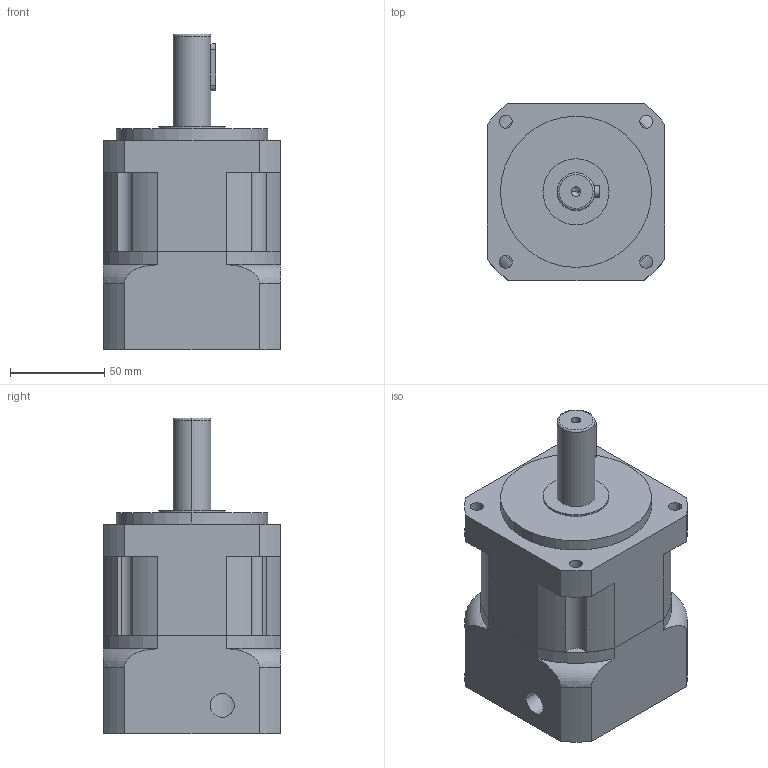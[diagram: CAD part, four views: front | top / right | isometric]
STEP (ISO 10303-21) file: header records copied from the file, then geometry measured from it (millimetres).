
FILE_DESCRIPTION (( 'STEP AP214' ), '1' );
FILE_NAME ('DS090-L1-XX-19-70-90-M6_2019.STEP', '2019-03-18T08:20:33', ( 'Y' ), ( 'NCU' ), 'SwSTEP 2.0', 'SolidWorks 2016', '' );
FILE_SCHEMA (( 'AUTOMOTIVE_DESIGN' ));
Length unit declared in the file: millimetre
Products named in the file (1): DS090-L1-XX-19-70-90-M6_2019
Bounding box: 94 x 94 x 167 mm (x, y, z)
Volume: 843438.5 mm3; surface area: 110597.8 mm2
Topology: 2 solids, 2 shells, 257 faces, 619 edges, 398 vertices
Faces by surface type: cylinder 115, plane 110, cone 26, torus 6
Entity records: 8955 total; most frequent: CARTESIAN_POINT 1873, DIRECTION 1348, ORIENTED_EDGE 1218, EDGE_CURVE 609, AXIS2_PLACEMENT_3D 501, VERTEX_POINT 398, VECTOR 346, LINE 346
